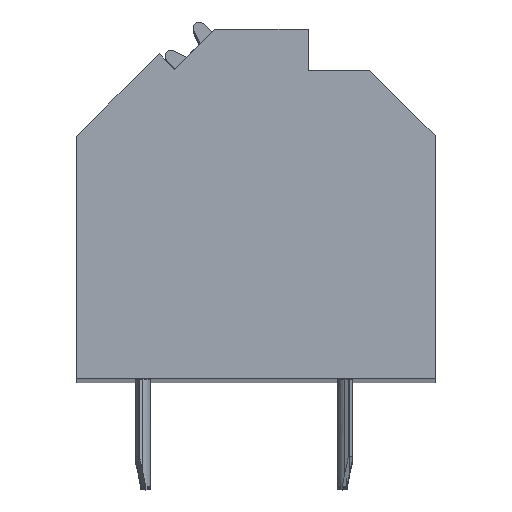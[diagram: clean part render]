
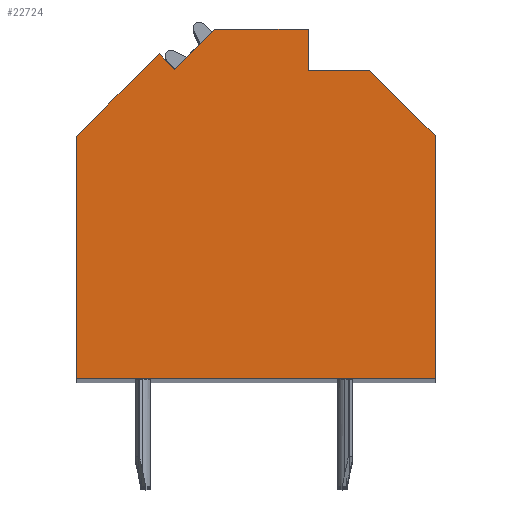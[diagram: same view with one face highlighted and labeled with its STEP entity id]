
A CAD part, top view. The second image highlights one B-rep face of the part: STEP entity #22724.
In plain terms, the highlighted planar face has unit normal (0, 0, 1).
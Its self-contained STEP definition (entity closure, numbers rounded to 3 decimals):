
#7073=DIRECTION('',(-0.707,-0.707,0.));
#7074=VECTOR('',#7073,1.897);
#7075=CARTESIAN_POINT('',(-1.39,5.718,68.175));
#7076=LINE('',#7075,#7074);
#7077=DIRECTION('',(-1.,0.,0.));
#7078=VECTOR('',#7077,3.14);
#7079=CARTESIAN_POINT('',(1.75,5.718,68.175));
#7080=LINE('',#7079,#7078);
#7081=DIRECTION('',(0.,1.,0.));
#7082=VECTOR('',#7081,1.368);
#7083=CARTESIAN_POINT('',(1.75,4.35,68.175));
#7084=LINE('',#7083,#7082);
#7085=DIRECTION('',(-1.,0.,0.));
#7086=VECTOR('',#7085,2.05);
#7087=CARTESIAN_POINT('',(3.8,4.35,68.175));
#7088=LINE('',#7087,#7086);
#7089=DIRECTION('',(-0.707,0.707,0.));
#7090=VECTOR('',#7089,3.111);
#7091=CARTESIAN_POINT('',(6.,2.15,68.175));
#7092=LINE('',#7091,#7090);
#7093=DIRECTION('',(0.,1.,0.));
#7094=VECTOR('',#7093,8.15);
#7095=CARTESIAN_POINT('',(6.,-6.,68.175));
#7096=LINE('',#7095,#7094);
#7097=DIRECTION('',(1.,0.,0.));
#7098=VECTOR('',#7097,12.);
#7099=CARTESIAN_POINT('',(-6.,-6.,68.175));
#7100=LINE('',#7099,#7098);
#7101=DIRECTION('',(0.,-1.,0.));
#7102=VECTOR('',#7101,8.14);
#7103=CARTESIAN_POINT('',(-6.,2.14,68.175));
#7104=LINE('',#7103,#7102);
#7105=DIRECTION('',(-0.707,-0.707,0.));
#7106=VECTOR('',#7105,3.892);
#7107=CARTESIAN_POINT('',(-3.248,4.892,68.175));
#7108=LINE('',#7107,#7106);
#7109=DIRECTION('',(-0.707,0.707,0.));
#7110=VECTOR('',#7109,0.73);
#7111=CARTESIAN_POINT('',(-2.732,4.376,68.175));
#7112=LINE('',#7111,#7110);
#10565=CARTESIAN_POINT('',(-1.39,5.718,68.175));
#10566=CARTESIAN_POINT('',(-2.732,4.376,68.175));
#10567=VERTEX_POINT('',#10565);
#10568=VERTEX_POINT('',#10566);
#10569=CARTESIAN_POINT('',(-3.248,4.892,68.175));
#10570=VERTEX_POINT('',#10569);
#10571=CARTESIAN_POINT('',(-6.,2.14,68.175));
#10572=VERTEX_POINT('',#10571);
#10573=CARTESIAN_POINT('',(-6.,-6.,68.175));
#10574=VERTEX_POINT('',#10573);
#10575=CARTESIAN_POINT('',(6.,-6.,68.175));
#10576=VERTEX_POINT('',#10575);
#10577=CARTESIAN_POINT('',(6.,2.15,68.175));
#10578=VERTEX_POINT('',#10577);
#10579=CARTESIAN_POINT('',(3.8,4.35,68.175));
#10580=VERTEX_POINT('',#10579);
#10581=CARTESIAN_POINT('',(1.75,4.35,68.175));
#10582=VERTEX_POINT('',#10581);
#10583=CARTESIAN_POINT('',(1.75,5.718,68.175));
#10584=VERTEX_POINT('',#10583);
#22707=CARTESIAN_POINT('',(0.,0.,68.175));
#22708=DIRECTION('',(0.,0.,1.));
#22709=DIRECTION('',(1.,0.,0.));
#22710=AXIS2_PLACEMENT_3D('',#22707,#22708,#22709);
#22711=PLANE('',#22710);
#22712=ORIENTED_EDGE('',*,*,#14228,.F.);
#22713=ORIENTED_EDGE('',*,*,#17824,.F.);
#22714=ORIENTED_EDGE('',*,*,#17838,.F.);
#22715=ORIENTED_EDGE('',*,*,#17852,.F.);
#22716=ORIENTED_EDGE('',*,*,#17866,.F.);
#22717=ORIENTED_EDGE('',*,*,#17880,.F.);
#22718=ORIENTED_EDGE('',*,*,#17894,.F.);
#22719=ORIENTED_EDGE('',*,*,#18559,.F.);
#22720=ORIENTED_EDGE('',*,*,#19105,.F.);
#22721=ORIENTED_EDGE('',*,*,#13812,.F.);
#22722=EDGE_LOOP('',(#22712,#22713,#22714,#22715,#22716,#22717,#22718,#22719,
#22720,#22721));
#22723=FACE_OUTER_BOUND('',#22722,.F.);
#13812=EDGE_CURVE('',#10568,#10570,#7112,.T.);
#14228=EDGE_CURVE('',#10567,#10568,#7076,.T.);
#17824=EDGE_CURVE('',#10584,#10567,#7080,.T.);
#17838=EDGE_CURVE('',#10582,#10584,#7084,.T.);
#17852=EDGE_CURVE('',#10580,#10582,#7088,.T.);
#17866=EDGE_CURVE('',#10578,#10580,#7092,.T.);
#17880=EDGE_CURVE('',#10576,#10578,#7096,.T.);
#17894=EDGE_CURVE('',#10574,#10576,#7100,.T.);
#18559=EDGE_CURVE('',#10572,#10574,#7104,.T.);
#19105=EDGE_CURVE('',#10570,#10572,#7108,.T.);
#22724=ADVANCED_FACE('',(#22723),#22711,.T.);
